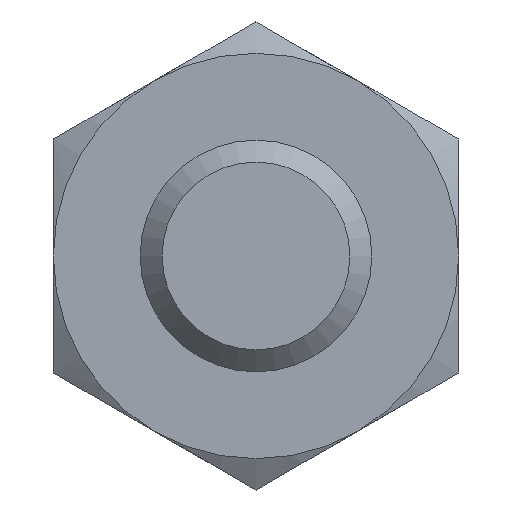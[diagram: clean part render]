
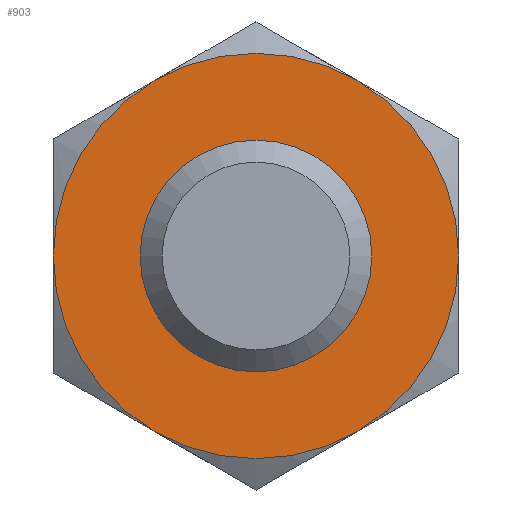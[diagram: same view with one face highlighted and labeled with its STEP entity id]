
A CAD part, left-side view. The second image highlights one B-rep face of the part: STEP entity #903.
In plain terms, the highlighted planar face has unit normal (-1, 0, 0).
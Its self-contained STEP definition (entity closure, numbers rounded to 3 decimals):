
#201=CARTESIAN_POINT('',(8.,-1.621,0.));
#202=VERTEX_POINT('',#201);
#203=CARTESIAN_POINT('',(8.,0.0,0.0));
#204=DIRECTION('',(1.0,0.0,0.0));
#205=DIRECTION('',(0.0,1.0,0.0));
#206=AXIS2_PLACEMENT_3D('',#203,#204,#205);
#207=CIRCLE('',#206,1.621);
#208=EDGE_CURVE('',#202,#202,#207,.T.);
#289=CARTESIAN_POINT('',(8.,-3.5,0.));
#290=VERTEX_POINT('',#289);
#306=CARTESIAN_POINT('',(8.,-1.75,-3.031));
#307=VERTEX_POINT('',#306);
#308=CARTESIAN_POINT('',(8.,0.0,0.0));
#309=DIRECTION('',(1.0,0.0,0.0));
#310=DIRECTION('',(0.0,0.0,-1.0));
#311=AXIS2_PLACEMENT_3D('',#308,#309,#310);
#312=CIRCLE('',#311,3.5);
#313=EDGE_CURVE('',#290,#307,#312,.T.);
#340=CARTESIAN_POINT('',(8.,-1.75,3.031));
#341=VERTEX_POINT('',#340);
#357=CARTESIAN_POINT('',(8.,0.0,0.0));
#358=DIRECTION('',(1.0,0.0,0.0));
#359=DIRECTION('',(0.0,0.0,-1.0));
#360=AXIS2_PLACEMENT_3D('',#357,#358,#359);
#361=CIRCLE('',#360,3.5);
#362=EDGE_CURVE('',#341,#290,#361,.T.);
#389=CARTESIAN_POINT('',(8.,1.75,3.031));
#390=VERTEX_POINT('',#389);
#406=CARTESIAN_POINT('',(8.,0.0,0.0));
#407=DIRECTION('',(1.0,0.0,0.0));
#408=DIRECTION('',(0.0,0.0,-1.0));
#409=AXIS2_PLACEMENT_3D('',#406,#407,#408);
#410=CIRCLE('',#409,3.5);
#411=EDGE_CURVE('',#390,#341,#410,.T.);
#453=CARTESIAN_POINT('',(8.,3.5,0.));
#454=VERTEX_POINT('',#453);
#470=CARTESIAN_POINT('',(8.,0.0,0.0));
#471=DIRECTION('',(1.0,0.0,0.0));
#472=DIRECTION('',(0.0,0.0,-1.0));
#473=AXIS2_PLACEMENT_3D('',#470,#471,#472);
#474=CIRCLE('',#473,3.5);
#475=EDGE_CURVE('',#454,#390,#474,.T.);
#502=CARTESIAN_POINT('',(8.,1.75,-3.031));
#503=VERTEX_POINT('',#502);
#519=CARTESIAN_POINT('',(8.,0.0,0.0));
#520=DIRECTION('',(1.0,0.0,0.0));
#521=DIRECTION('',(0.0,0.0,-1.0));
#522=AXIS2_PLACEMENT_3D('',#519,#520,#521);
#523=CIRCLE('',#522,3.5);
#524=EDGE_CURVE('',#503,#454,#523,.T.);
#566=CARTESIAN_POINT('',(8.,0.0,0.0));
#567=DIRECTION('',(1.0,0.0,0.0));
#568=DIRECTION('',(0.0,0.0,-1.0));
#569=AXIS2_PLACEMENT_3D('',#566,#567,#568);
#570=CIRCLE('',#569,3.5);
#571=EDGE_CURVE('',#307,#503,#570,.T.);
#887=CARTESIAN_POINT('',(8.,0.0,-1.75));
#888=DIRECTION('',(-1.0,0.0,0.0));
#889=DIRECTION('',(0.0,0.0,1.0));
#890=AXIS2_PLACEMENT_3D('',#887,#888,#889);
#891=PLANE('',#890);
#892=ORIENTED_EDGE('',*,*,#571,.F.);
#893=ORIENTED_EDGE('',*,*,#313,.F.);
#894=ORIENTED_EDGE('',*,*,#362,.F.);
#895=ORIENTED_EDGE('',*,*,#411,.F.);
#896=ORIENTED_EDGE('',*,*,#475,.F.);
#897=ORIENTED_EDGE('',*,*,#524,.F.);
#898=EDGE_LOOP('',(#892,#893,#894,#895,#896,#897));
#899=FACE_OUTER_BOUND('',#898,.T.);
#900=ORIENTED_EDGE('',*,*,#208,.T.);
#901=EDGE_LOOP('',(#900));
#902=FACE_BOUND('',#901,.T.);
#903=ADVANCED_FACE('',(#899,#902),#891,.T.);
